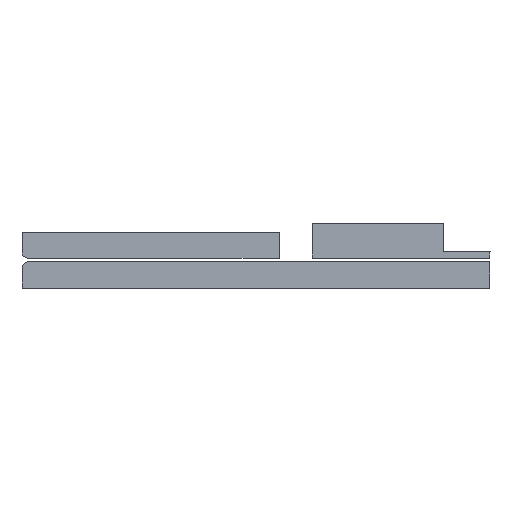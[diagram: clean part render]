
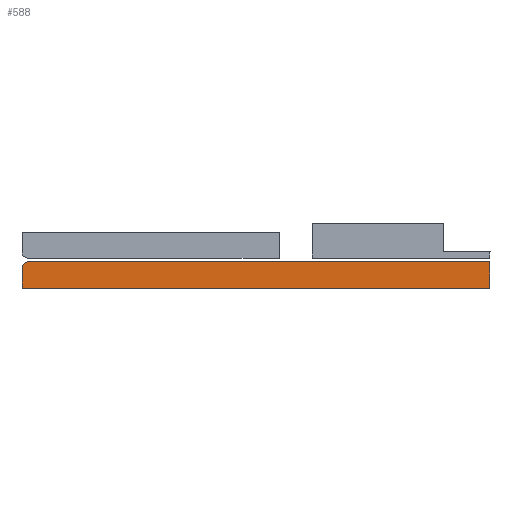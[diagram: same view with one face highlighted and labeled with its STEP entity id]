
A CAD part, top view. The second image highlights one B-rep face of the part: STEP entity #588.
In plain terms, the highlighted planar face has unit normal (0, 0, 1).
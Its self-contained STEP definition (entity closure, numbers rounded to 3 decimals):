
#51=PLANE('',#663);
#88=FACE_OUTER_BOUND('',#132,.T.);
#132=EDGE_LOOP('',(#532,#533,#534,#535,#536));
#183=LINE('',#994,#237);
#185=LINE('',#998,#239);
#186=LINE('',#1001,#240);
#187=LINE('',#1002,#241);
#237=VECTOR('',#826,10.);
#239=VECTOR('',#830,10.);
#240=VECTOR('',#833,10.);
#241=VECTOR('',#834,10.);
#264=CIRCLE('',#660,2.);
#312=VERTEX_POINT('',#986);
#313=VERTEX_POINT('',#988);
#314=VERTEX_POINT('',#992);
#315=VERTEX_POINT('',#996);
#316=VERTEX_POINT('',#1000);
#384=EDGE_CURVE('',#312,#313,#264,.T.);
#387=EDGE_CURVE('',#312,#314,#183,.T.);
#389=EDGE_CURVE('',#315,#314,#185,.T.);
#390=EDGE_CURVE('',#316,#315,#186,.T.);
#391=EDGE_CURVE('',#313,#316,#187,.T.);
#532=ORIENTED_EDGE('',*,*,#384,.F.);
#533=ORIENTED_EDGE('',*,*,#387,.T.);
#534=ORIENTED_EDGE('',*,*,#389,.F.);
#535=ORIENTED_EDGE('',*,*,#390,.F.);
#536=ORIENTED_EDGE('',*,*,#391,.F.);
#588=ADVANCED_FACE('',(#88),#51,.T.);
#660=AXIS2_PLACEMENT_3D('',#989,#820,#821);
#663=AXIS2_PLACEMENT_3D('',#999,#831,#832);
#820=DIRECTION('center_axis',(0.,0.,-1.));
#821=DIRECTION('ref_axis',(-0.707,0.707,0.));
#826=DIRECTION('',(0.,-1.,0.));
#830=DIRECTION('',(-1.,0.,0.));
#831=DIRECTION('center_axis',(0.,0.,1.));
#832=DIRECTION('ref_axis',(1.,0.,0.));
#833=DIRECTION('',(0.,-1.,0.));
#834=DIRECTION('',(1.,0.,0.));
#986=CARTESIAN_POINT('',(165.004,23.453,54.472));
#988=CARTESIAN_POINT('',(167.004,25.453,54.472));
#989=CARTESIAN_POINT('Origin',(167.004,23.453,54.472));
#992=CARTESIAN_POINT('',(165.004,17.453,54.472));
#994=CARTESIAN_POINT('',(165.004,23.453,54.472));
#996=CARTESIAN_POINT('',(307.,17.453,54.472));
#998=CARTESIAN_POINT('',(165.004,17.453,54.472));
#999=CARTESIAN_POINT('Origin',(156.502,14.,54.472));
#1000=CARTESIAN_POINT('',(307.,25.453,54.472));
#1001=CARTESIAN_POINT('',(307.,-37.,54.472));
#1002=CARTESIAN_POINT('',(215.,25.453,54.472));
